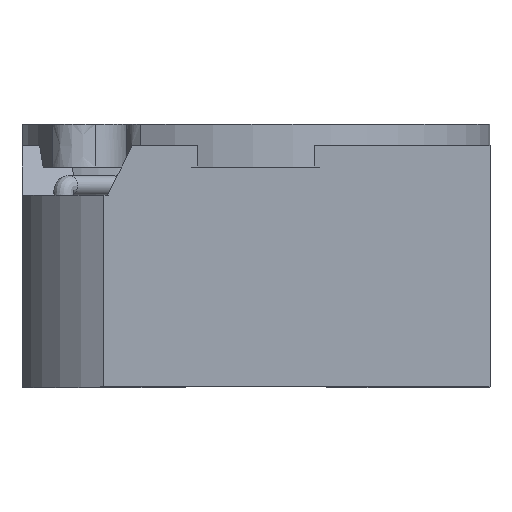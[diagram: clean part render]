
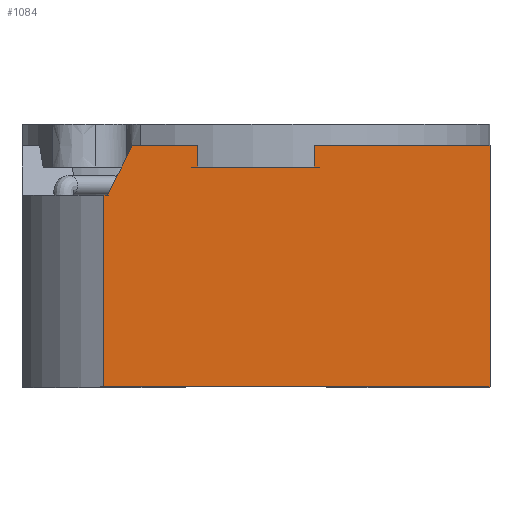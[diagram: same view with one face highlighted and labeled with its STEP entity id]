
A CAD part, front view. The second image highlights one B-rep face of the part: STEP entity #1084.
In plain terms, the highlighted free-form (B-spline) face has degree [1, 1] with [2, 2] control points.
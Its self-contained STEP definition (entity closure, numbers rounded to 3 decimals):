
#768 = VERTEX_POINT('',#769);
#769 = CARTESIAN_POINT('',(0.819,-3.3,3.4));
#785 = VERTEX_POINT('',#786);
#786 = CARTESIAN_POINT('',(0.819,-3.3,3.1));
#792 = EDGE_CURVE('',#785,#768,#793,.T.);
#793 = B_SPLINE_CURVE_WITH_KNOTS('',1,(#794,#795),.UNSPECIFIED.,.F.,.F.,
  (2,2),(0.,1.),.PIECEWISE_BEZIER_KNOTS.);
#794 = CARTESIAN_POINT('',(0.819,-3.3,3.1));
#795 = CARTESIAN_POINT('',(0.819,-3.3,3.4));
#928 = VERTEX_POINT('',#929);
#929 = CARTESIAN_POINT('',(3.3,-3.3,3.4));
#935 = EDGE_CURVE('',#768,#928,#936,.T.);
#936 = B_SPLINE_CURVE_WITH_KNOTS('',1,(#937,#938),.UNSPECIFIED.,.F.,.F.,
  (2,2),(0.624,1.),.PIECEWISE_BEZIER_KNOTS.);
#937 = CARTESIAN_POINT('',(0.819,-3.3,3.4));
#938 = CARTESIAN_POINT('',(3.3,-3.3,3.4));
#1084 = ADVANCED_FACE('',(#1085),#1143,.F.);
#1085 = FACE_BOUND('',#1086,.F.);
#1086 = EDGE_LOOP('',(#1087,#1096,#1101,#1102,#1103,#1110,#1117,#1124,
    #1131,#1138));
#1087 = ORIENTED_EDGE('',*,*,#1088,.T.);
#1088 = EDGE_CURVE('',#1089,#1091,#1093,.T.);
#1089 = VERTEX_POINT('',#1090);
#1090 = CARTESIAN_POINT('',(-0.819,-3.3,3.4));
#1091 = VERTEX_POINT('',#1092);
#1092 = CARTESIAN_POINT('',(-0.819,-3.3,3.1));
#1093 = B_SPLINE_CURVE_WITH_KNOTS('',1,(#1094,#1095),.UNSPECIFIED.,.F.,
  .F.,(2,2),(0.,1.),.PIECEWISE_BEZIER_KNOTS.);
#1094 = CARTESIAN_POINT('',(-0.819,-3.3,3.4));
#1095 = CARTESIAN_POINT('',(-0.819,-3.3,3.1));
#1096 = ORIENTED_EDGE('',*,*,#1097,.T.);
#1097 = EDGE_CURVE('',#1091,#785,#1098,.T.);
#1098 = B_SPLINE_CURVE_WITH_KNOTS('',1,(#1099,#1100),.UNSPECIFIED.,.F.,
  .F.,(2,2),(0.323,0.438),.PIECEWISE_BEZIER_KNOTS.);
#1099 = CARTESIAN_POINT('',(-0.819,-3.3,3.1));
#1100 = CARTESIAN_POINT('',(0.819,-3.3,3.1));
#1101 = ORIENTED_EDGE('',*,*,#792,.T.);
#1102 = ORIENTED_EDGE('',*,*,#935,.T.);
#1103 = ORIENTED_EDGE('',*,*,#1104,.T.);
#1104 = EDGE_CURVE('',#928,#1105,#1107,.T.);
#1105 = VERTEX_POINT('',#1106);
#1106 = CARTESIAN_POINT('',(3.3,-3.3,0.));
#1107 = B_SPLINE_CURVE_WITH_KNOTS('',1,(#1108,#1109),.UNSPECIFIED.,.F.,
  .F.,(2,2),(0.,1.),.PIECEWISE_BEZIER_KNOTS.);
#1108 = CARTESIAN_POINT('',(3.3,-3.3,3.4));
#1109 = CARTESIAN_POINT('',(3.3,-3.3,0.));
#1110 = ORIENTED_EDGE('',*,*,#1111,.F.);
#1111 = EDGE_CURVE('',#1112,#1105,#1114,.T.);
#1112 = VERTEX_POINT('',#1113);
#1113 = CARTESIAN_POINT('',(-2.145,-3.3,0.));
#1114 = B_SPLINE_CURVE_WITH_KNOTS('',1,(#1115,#1116),.UNSPECIFIED.,.F.,
  .F.,(2,2),(0.175,1.),.PIECEWISE_BEZIER_KNOTS.);
#1115 = CARTESIAN_POINT('',(-2.145,-3.3,0.));
#1116 = CARTESIAN_POINT('',(3.3,-3.3,0.));
#1117 = ORIENTED_EDGE('',*,*,#1118,.F.);
#1118 = EDGE_CURVE('',#1119,#1112,#1121,.T.);
#1119 = VERTEX_POINT('',#1120);
#1120 = CARTESIAN_POINT('',(-2.145,-3.3,2.7));
#1121 = B_SPLINE_CURVE_WITH_KNOTS('',1,(#1122,#1123),.UNSPECIFIED.,.F.,
  .F.,(2,2),(0.346,0.799),.PIECEWISE_BEZIER_KNOTS.);
#1122 = CARTESIAN_POINT('',(-2.145,-3.3,2.7));
#1123 = CARTESIAN_POINT('',(-2.145,-3.3,0.));
#1124 = ORIENTED_EDGE('',*,*,#1125,.T.);
#1125 = EDGE_CURVE('',#1119,#1126,#1128,.T.);
#1126 = VERTEX_POINT('',#1127);
#1127 = CARTESIAN_POINT('',(-2.098,-3.3,2.7));
#1128 = B_SPLINE_CURVE_WITH_KNOTS('',1,(#1129,#1130),.UNSPECIFIED.,.F.,
  .F.,(2,2),(0.67,0.673),.PIECEWISE_BEZIER_KNOTS.);
#1129 = CARTESIAN_POINT('',(-2.145,-3.3,2.7));
#1130 = CARTESIAN_POINT('',(-2.098,-3.3,2.7));
#1131 = ORIENTED_EDGE('',*,*,#1132,.T.);
#1132 = EDGE_CURVE('',#1126,#1133,#1135,.T.);
#1133 = VERTEX_POINT('',#1134);
#1134 = CARTESIAN_POINT('',(-1.744,-3.3,
    3.4));
#1135 = B_SPLINE_CURVE_WITH_KNOTS('',1,(#1136,#1137),.UNSPECIFIED.,.F.,
  .F.,(2,2),(0.473,0.542),.PIECEWISE_BEZIER_KNOTS.);
#1136 = CARTESIAN_POINT('',(-2.098,-3.3,2.7));
#1137 = CARTESIAN_POINT('',(-1.744,-3.3,3.4));
#1138 = ORIENTED_EDGE('',*,*,#1139,.T.);
#1139 = EDGE_CURVE('',#1133,#1089,#1140,.T.);
#1140 = B_SPLINE_CURVE_WITH_KNOTS('',1,(#1141,#1142),.UNSPECIFIED.,.F.,
  .F.,(2,2),(0.236,0.376),.PIECEWISE_BEZIER_KNOTS.);
#1141 = CARTESIAN_POINT('',(-1.744,-3.3,3.4));
#1142 = CARTESIAN_POINT('',(-0.819,-3.3,3.4));
#1143 = B_SPLINE_SURFACE_WITH_KNOTS('',1,1,(
    (#1144,#1145)
    ,(#1146,#1147
    )),.UNSPECIFIED.,.F.,.F.,.F.,(2,2),(2,2),(0.,1.),(0.,1.),
  .PIECEWISE_BEZIER_KNOTS.);
#1144 = CARTESIAN_POINT('',(-3.3,-3.3,3.4));
#1145 = CARTESIAN_POINT('',(-3.3,-3.3,0.));
#1146 = CARTESIAN_POINT('',(3.3,-3.3,3.4));
#1147 = CARTESIAN_POINT('',(3.3,-3.3,0.));
